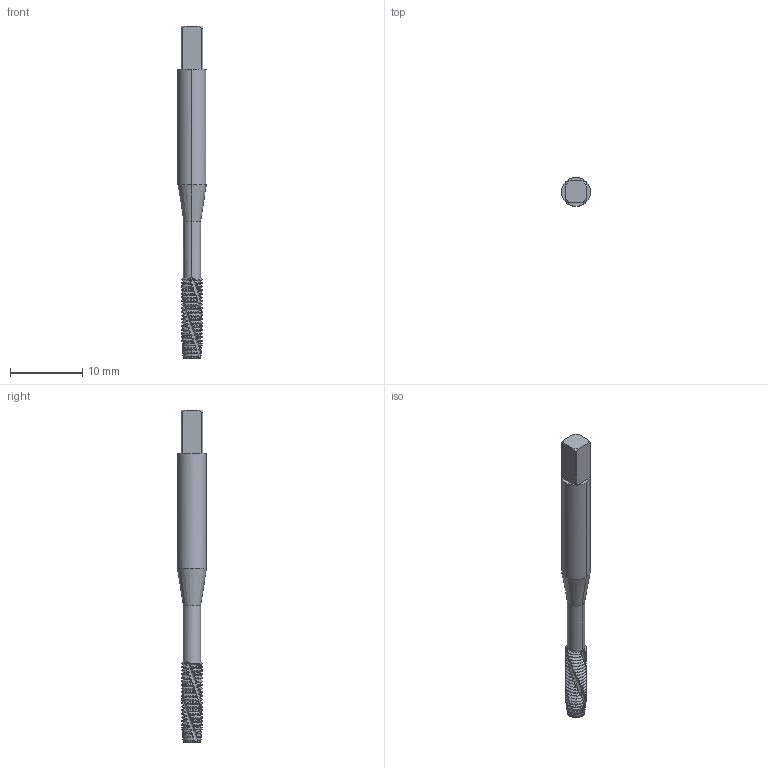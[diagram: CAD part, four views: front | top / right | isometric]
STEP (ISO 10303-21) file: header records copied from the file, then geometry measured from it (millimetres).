
FILE_DESCRIPTION(('no description'),'unknown implementation level');
FILE_NAME('solidka6ne5kEBhwjbh_CkmBAnzadZhE_1.STP',' ',('CIM GmbH Aachen'),('CADClick - KiM GmbH - www.kimweb.de'),'unknown preprocess','ACIS','unknown authorization');
FILE_SCHEMA(('automotive_design'));
Length unit declared in the file: millimetre
Products named in the file (2): 1; 2
Bounding box: 4 x 4 x 46 mm (x, y, z)
Volume: 390.8 mm3; surface area: 696.5 mm2
Topology: 2 solids, 2 shells, 470 faces, 1321 edges, 854 vertices
Faces by surface type: cone 253, cylinder 191, plane 17, bspline 6, revolution 3
Entity records: 35710 total; most frequent: CARTESIAN_POINT 9659, STYLED_ITEM 2646, PRESENTATION_STYLE_ASSIGNMENT 2646, COLOUR_RGB 2646, ORIENTED_EDGE 2640, DIRECTION 2174, EDGE_CURVE 1320, CURVE_STYLE 1320
